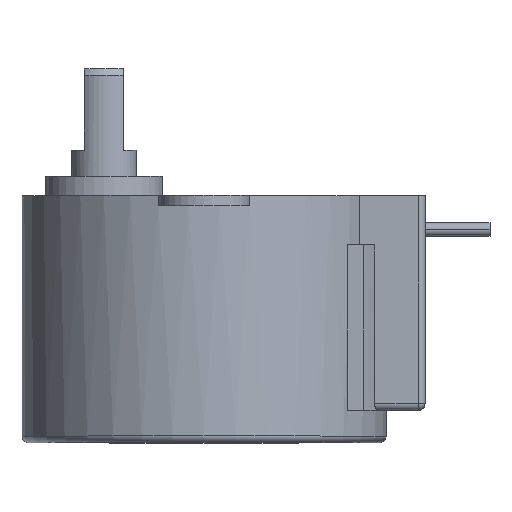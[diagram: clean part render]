
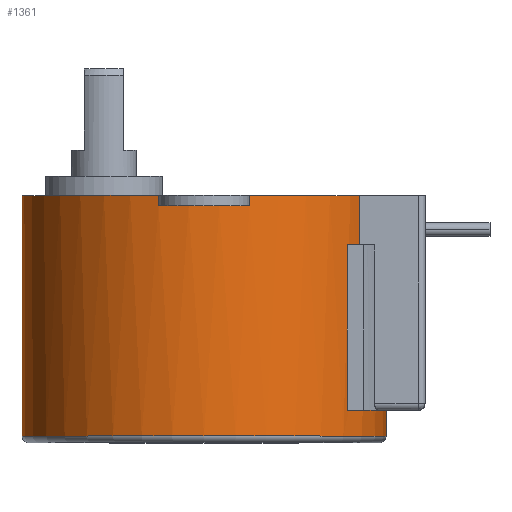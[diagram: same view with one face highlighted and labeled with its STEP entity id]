
A CAD part, top view. The second image highlights one B-rep face of the part: STEP entity #1361.
In plain terms, the highlighted cylindrical face has radius 14 mm (diameter 28 mm), a full revolution.
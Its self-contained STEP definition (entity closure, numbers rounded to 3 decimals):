
#112=LINE('',#2110,#221);
#113=LINE('',#2114,#222);
#114=LINE('',#2118,#223);
#115=LINE('',#2122,#224);
#116=LINE('',#2126,#225);
#117=LINE('',#2129,#226);
#118=LINE('',#2133,#227);
#221=VECTOR('',#1657,10.);
#222=VECTOR('',#1660,10.);
#223=VECTOR('',#1663,10.);
#224=VECTOR('',#1666,10.);
#225=VECTOR('',#1669,10.);
#226=VECTOR('',#1672,14.);
#227=VECTOR('',#1675,10.);
#330=CYLINDRICAL_SURFACE('',#1476,14.);
#364=FACE_OUTER_BOUND('',#453,.T.);
#453=EDGE_LOOP('',(#968,#969,#970,#971,#972,#973,#974,#975,#976,#977,#978,
#979,#980,#981,#982,#983,#984));
#552=CIRCLE('',#1472,14.);
#555=CIRCLE('',#1475,14.);
#556=CIRCLE('',#1477,14.);
#557=CIRCLE('',#1478,14.);
#558=CIRCLE('',#1479,14.);
#559=CIRCLE('',#1480,14.);
#560=CIRCLE('',#1481,14.);
#561=CIRCLE('',#1482,14.);
#562=CIRCLE('',#1483,14.);
#635=VERTEX_POINT('',#2100);
#636=VERTEX_POINT('',#2101);
#638=VERTEX_POINT('',#2108);
#639=VERTEX_POINT('',#2109);
#640=VERTEX_POINT('',#2111);
#641=VERTEX_POINT('',#2113);
#642=VERTEX_POINT('',#2115);
#643=VERTEX_POINT('',#2117);
#644=VERTEX_POINT('',#2119);
#645=VERTEX_POINT('',#2121);
#646=VERTEX_POINT('',#2123);
#647=VERTEX_POINT('',#2125);
#648=VERTEX_POINT('',#2127);
#649=VERTEX_POINT('',#2130);
#650=VERTEX_POINT('',#2132);
#765=EDGE_CURVE('',#635,#636,#552,.T.);
#768=EDGE_CURVE('',#636,#635,#555,.T.);
#769=EDGE_CURVE('',#638,#639,#112,.T.);
#770=EDGE_CURVE('',#640,#639,#556,.T.);
#771=EDGE_CURVE('',#640,#641,#113,.T.);
#772=EDGE_CURVE('',#641,#642,#557,.T.);
#773=EDGE_CURVE('',#642,#643,#114,.T.);
#774=EDGE_CURVE('',#644,#643,#558,.T.);
#775=EDGE_CURVE('',#644,#645,#115,.T.);
#776=EDGE_CURVE('',#645,#646,#559,.T.);
#777=EDGE_CURVE('',#646,#647,#116,.T.);
#778=EDGE_CURVE('',#648,#647,#560,.T.);
#779=EDGE_CURVE('',#648,#635,#117,.T.);
#780=EDGE_CURVE('',#649,#648,#561,.T.);
#781=EDGE_CURVE('',#649,#650,#118,.T.);
#782=EDGE_CURVE('',#650,#638,#562,.T.);
#968=ORIENTED_EDGE('',*,*,#769,.T.);
#969=ORIENTED_EDGE('',*,*,#770,.F.);
#970=ORIENTED_EDGE('',*,*,#771,.T.);
#971=ORIENTED_EDGE('',*,*,#772,.T.);
#972=ORIENTED_EDGE('',*,*,#773,.T.);
#973=ORIENTED_EDGE('',*,*,#774,.F.);
#974=ORIENTED_EDGE('',*,*,#775,.T.);
#975=ORIENTED_EDGE('',*,*,#776,.T.);
#976=ORIENTED_EDGE('',*,*,#777,.T.);
#977=ORIENTED_EDGE('',*,*,#778,.F.);
#978=ORIENTED_EDGE('',*,*,#779,.T.);
#979=ORIENTED_EDGE('',*,*,#768,.F.);
#980=ORIENTED_EDGE('',*,*,#765,.F.);
#981=ORIENTED_EDGE('',*,*,#779,.F.);
#982=ORIENTED_EDGE('',*,*,#780,.F.);
#983=ORIENTED_EDGE('',*,*,#781,.T.);
#984=ORIENTED_EDGE('',*,*,#782,.T.);
#1361=ADVANCED_FACE('',(#364),#330,.T.);
#1472=AXIS2_PLACEMENT_3D('',#2102,#1647,#1648);
#1475=AXIS2_PLACEMENT_3D('',#2106,#1653,#1654);
#1476=AXIS2_PLACEMENT_3D('',#2107,#1655,#1656);
#1477=AXIS2_PLACEMENT_3D('',#2112,#1658,#1659);
#1478=AXIS2_PLACEMENT_3D('',#2116,#1661,#1662);
#1479=AXIS2_PLACEMENT_3D('',#2120,#1664,#1665);
#1480=AXIS2_PLACEMENT_3D('',#2124,#1667,#1668);
#1481=AXIS2_PLACEMENT_3D('',#2128,#1670,#1671);
#1482=AXIS2_PLACEMENT_3D('',#2131,#1673,#1674);
#1483=AXIS2_PLACEMENT_3D('',#2134,#1676,#1677);
#1647=DIRECTION('center_axis',(0.,-1.,0.));
#1648=DIRECTION('ref_axis',(1.,0.,0.));
#1653=DIRECTION('center_axis',(0.,-1.,0.));
#1654=DIRECTION('ref_axis',(1.,0.,0.));
#1655=DIRECTION('center_axis',(0.,1.,0.));
#1656=DIRECTION('ref_axis',(1.,0.,0.));
#1657=DIRECTION('',(0.,1.,0.));
#1658=DIRECTION('center_axis',(0.,1.,0.));
#1659=DIRECTION('ref_axis',(1.,0.,0.));
#1660=DIRECTION('',(0.,-1.,0.));
#1661=DIRECTION('center_axis',(0.,-1.,0.));
#1662=DIRECTION('ref_axis',(1.,0.,0.));
#1663=DIRECTION('',(0.,1.,0.));
#1664=DIRECTION('center_axis',(0.,1.,0.));
#1665=DIRECTION('ref_axis',(1.,0.,0.));
#1666=DIRECTION('',(0.,-1.,0.));
#1667=DIRECTION('center_axis',(0.,-1.,0.));
#1668=DIRECTION('ref_axis',(1.,0.,0.));
#1669=DIRECTION('',(0.,1.,0.));
#1670=DIRECTION('center_axis',(0.,1.,0.));
#1671=DIRECTION('ref_axis',(1.,0.,0.));
#1672=DIRECTION('',(0.,-1.,0.));
#1673=DIRECTION('center_axis',(0.,1.,0.));
#1674=DIRECTION('ref_axis',(1.,0.,0.));
#1675=DIRECTION('',(0.,-1.,0.));
#1676=DIRECTION('center_axis',(0.,-1.,0.));
#1677=DIRECTION('ref_axis',(1.,0.,0.));
#2100=CARTESIAN_POINT('',(-14.,0.5,0.));
#2101=CARTESIAN_POINT('',(0.,0.5,-14.));
#2102=CARTESIAN_POINT('Origin',(0.,0.5,0.));
#2106=CARTESIAN_POINT('Origin',(0.,0.5,0.));
#2107=CARTESIAN_POINT('Origin',(0.,0.,0.));
#2108=CARTESIAN_POINT('',(3.5,18.2,-13.555));
#2109=CARTESIAN_POINT('',(3.5,19.,-13.555));
#2110=CARTESIAN_POINT('',(3.5,0.,-13.555));
#2111=CARTESIAN_POINT('',(12.502,19.,-6.3));
#2112=CARTESIAN_POINT('Origin',(0.,19.,0.));
#2113=CARTESIAN_POINT('',(12.502,9.,-6.3));
#2114=CARTESIAN_POINT('',(12.502,0.,-6.3));
#2115=CARTESIAN_POINT('',(12.502,9.,6.3));
#2116=CARTESIAN_POINT('Origin',(0.,9.,0.));
#2117=CARTESIAN_POINT('',(12.502,19.,6.3));
#2118=CARTESIAN_POINT('',(12.502,0.,6.3));
#2119=CARTESIAN_POINT('',(3.5,19.,13.555));
#2120=CARTESIAN_POINT('Origin',(0.,19.,0.));
#2121=CARTESIAN_POINT('',(3.5,18.2,13.555));
#2122=CARTESIAN_POINT('',(3.5,0.,13.555));
#2123=CARTESIAN_POINT('',(-3.5,18.2,13.555));
#2124=CARTESIAN_POINT('Origin',(0.,18.2,0.));
#2125=CARTESIAN_POINT('',(-3.5,19.,13.555));
#2126=CARTESIAN_POINT('',(-3.5,0.,13.555));
#2127=CARTESIAN_POINT('',(-14.,19.,0.));
#2128=CARTESIAN_POINT('Origin',(0.,19.,0.));
#2129=CARTESIAN_POINT('',(-14.,0.,0.));
#2130=CARTESIAN_POINT('',(-3.5,19.,-13.555));
#2131=CARTESIAN_POINT('Origin',(0.,19.,0.));
#2132=CARTESIAN_POINT('',(-3.5,18.2,-13.555));
#2133=CARTESIAN_POINT('',(-3.5,0.,-13.555));
#2134=CARTESIAN_POINT('Origin',(0.,18.2,0.));
